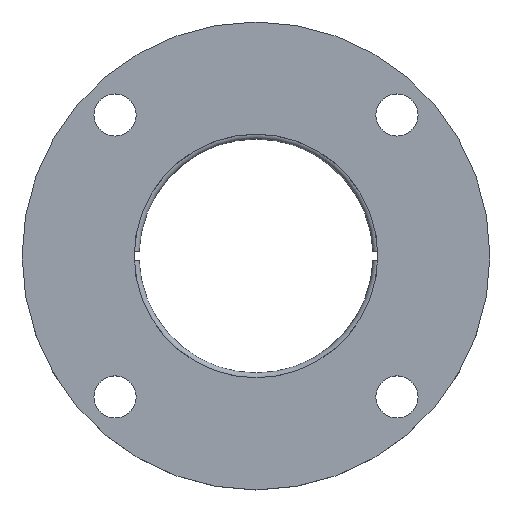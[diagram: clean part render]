
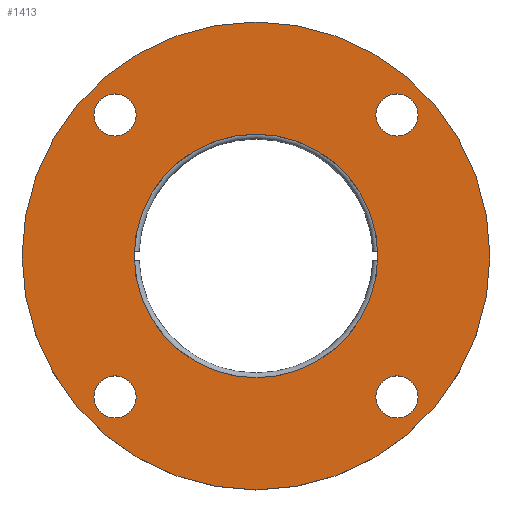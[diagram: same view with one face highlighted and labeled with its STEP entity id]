
A CAD part, top view. The second image highlights one B-rep face of the part: STEP entity #1413.
In plain terms, the highlighted planar face has unit normal (0, 0, 1).
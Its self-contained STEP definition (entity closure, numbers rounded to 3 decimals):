
#15 = EDGE_CURVE ( 'NONE', #94, #670, #83, .T. ) ;
#24 = CARTESIAN_POINT ( 'NONE',  ( -61., 0., 0. ) ) ;
#26 = EDGE_LOOP ( 'NONE', ( #1154, #1102 ) ) ;
#57 = CARTESIAN_POINT ( 'NONE',  ( 0., 0., 0. ) ) ;
#62 = VERTEX_POINT ( 'NONE', #1348 ) ;
#83 = CIRCLE ( 'NONE', #615, 31.75 ) ;
#91 = VERTEX_POINT ( 'NONE', #630 ) ;
#92 = DIRECTION ( 'NONE',  ( 0., 0., -1. ) ) ;
#94 = VERTEX_POINT ( 'NONE', #656 ) ;
#110 = CARTESIAN_POINT ( 'NONE',  ( 0., 0., 0. ) ) ;
#119 = DIRECTION ( 'NONE',  ( -1., 0., 0. ) ) ;
#142 = ORIENTED_EDGE ( 'NONE', *, *, #144, .T. ) ;
#144 = EDGE_CURVE ( 'NONE', #62, #416, #254, .T. ) ;
#174 = ORIENTED_EDGE ( 'NONE', *, *, #1166, .T. ) ;
#175 = DIRECTION ( 'NONE',  ( 1., 0., 0. ) ) ;
#211 = DIRECTION ( 'NONE',  ( 0., 0., 1. ) ) ;
#214 = EDGE_LOOP ( 'NONE', ( #977, #142 ) ) ;
#215 = PLANE ( 'NONE',  #737 ) ;
#221 = CARTESIAN_POINT ( 'NONE',  ( -42.25, 36.75, 0. ) ) ;
#254 = CIRCLE ( 'NONE', #1087, 5.5 ) ;
#291 = EDGE_CURVE ( 'NONE', #304, #1129, #1021, .T. ) ;
#297 = CARTESIAN_POINT ( 'NONE',  ( -36.75, -36.75, 0. ) ) ;
#304 = VERTEX_POINT ( 'NONE', #1082 ) ;
#316 = DIRECTION ( 'NONE',  ( 0., 0., -1. ) ) ;
#321 = CARTESIAN_POINT ( 'NONE',  ( -31.75, 0., 0. ) ) ;
#359 = DIRECTION ( 'NONE',  ( 0., 0., -1. ) ) ;
#367 = EDGE_CURVE ( 'NONE', #670, #94, #950, .T. ) ;
#409 = DIRECTION ( 'NONE',  ( -1., 0., 0. ) ) ;
#416 = VERTEX_POINT ( 'NONE', #456 ) ;
#449 = AXIS2_PLACEMENT_3D ( 'NONE', #1489, #849, #825 ) ;
#456 = CARTESIAN_POINT ( 'NONE',  ( -42.25, -36.75, 0. ) ) ;
#468 = AXIS2_PLACEMENT_3D ( 'NONE', #297, #1107, #409 ) ;
#494 = FACE_BOUND ( 'NONE', #26, .T. ) ;
#497 = CARTESIAN_POINT ( 'NONE',  ( 31.25, 36.75, 0. ) ) ;
#530 = DIRECTION ( 'NONE',  ( 1., 0., 0. ) ) ;
#545 = CIRCLE ( 'NONE', #468, 5.5 ) ;
#599 = EDGE_CURVE ( 'NONE', #91, #1109, #621, .T. ) ;
#610 = CARTESIAN_POINT ( 'NONE',  ( 31.25, -36.75, 0. ) ) ;
#615 = AXIS2_PLACEMENT_3D ( 'NONE', #1224, #1235, #764 ) ;
#621 = CIRCLE ( 'NONE', #625, 5.5 ) ;
#625 = AXIS2_PLACEMENT_3D ( 'NONE', #1366, #359, #1492 ) ;
#629 = VERTEX_POINT ( 'NONE', #221 ) ;
#630 = CARTESIAN_POINT ( 'NONE',  ( 42.25, -36.75, 0. ) ) ;
#639 = EDGE_LOOP ( 'NONE', ( #1238, #1195 ) ) ;
#655 = CIRCLE ( 'NONE', #1433, 61. ) ;
#656 = CARTESIAN_POINT ( 'NONE',  ( -31.75, 0., 0. ) ) ;
#667 = CARTESIAN_POINT ( 'NONE',  ( -36.75, -36.75, 0. ) ) ;
#669 = CARTESIAN_POINT ( 'NONE',  ( -31.25, 36.75, 0. ) ) ;
#670 = VERTEX_POINT ( 'NONE', #1416 ) ;
#671 = EDGE_CURVE ( 'NONE', #1109, #91, #893, .T. ) ;
#675 = CIRCLE ( 'NONE', #676, 61. ) ;
#676 = AXIS2_PLACEMENT_3D ( 'NONE', #110, #211, #1273 ) ;
#682 = DIRECTION ( 'NONE',  ( 0., 0., -1. ) ) ;
#687 = VERTEX_POINT ( 'NONE', #24 ) ;
#737 = AXIS2_PLACEMENT_3D ( 'NONE', #321, #778, #1138 ) ;
#764 = DIRECTION ( 'NONE',  ( 1., 0., 0. ) ) ;
#776 = CARTESIAN_POINT ( 'NONE',  ( -36.75, 36.75, 0. ) ) ;
#778 = DIRECTION ( 'NONE',  ( 0., 0., -1. ) ) ;
#812 = FACE_BOUND ( 'NONE', #214, .T. ) ;
#825 = DIRECTION ( 'NONE',  ( -1., 0., 0. ) ) ;
#829 = EDGE_CURVE ( 'NONE', #629, #1457, #979, .T. ) ;
#832 = EDGE_CURVE ( 'NONE', #687, #1316, #675, .T. ) ;
#834 = ORIENTED_EDGE ( 'NONE', *, *, #671, .T. ) ;
#836 = ORIENTED_EDGE ( 'NONE', *, *, #832, .T. ) ;
#849 = DIRECTION ( 'NONE',  ( 0., 0., -1. ) ) ;
#856 = DIRECTION ( 'NONE',  ( 0., 0., 1. ) ) ;
#869 = ORIENTED_EDGE ( 'NONE', *, *, #291, .T. ) ;
#870 = DIRECTION ( 'NONE',  ( -1., 0., 0. ) ) ;
#892 = DIRECTION ( 'NONE',  ( -1., 0., 0. ) ) ;
#893 = CIRCLE ( 'NONE', #1020, 5.5 ) ;
#950 = CIRCLE ( 'NONE', #1296, 31.75 ) ;
#977 = ORIENTED_EDGE ( 'NONE', *, *, #1249, .T. ) ;
#979 = CIRCLE ( 'NONE', #449, 5.5 ) ;
#984 = ORIENTED_EDGE ( 'NONE', *, *, #1496, .T. ) ;
#1003 = CIRCLE ( 'NONE', #1211, 5.5 ) ;
#1020 = AXIS2_PLACEMENT_3D ( 'NONE', #1161, #1024, #119 ) ;
#1021 = CIRCLE ( 'NONE', #1058, 5.5 ) ;
#1024 = DIRECTION ( 'NONE',  ( 0., 0., -1. ) ) ;
#1058 = AXIS2_PLACEMENT_3D ( 'NONE', #1472, #1354, #1123 ) ;
#1081 = FACE_OUTER_BOUND ( 'NONE', #1427, .T. ) ;
#1082 = CARTESIAN_POINT ( 'NONE',  ( 42.25, 36.75, 0. ) ) ;
#1086 = EDGE_LOOP ( 'NONE', ( #984, #869 ) ) ;
#1087 = AXIS2_PLACEMENT_3D ( 'NONE', #667, #316, #870 ) ;
#1102 = ORIENTED_EDGE ( 'NONE', *, *, #1313, .T. ) ;
#1107 = DIRECTION ( 'NONE',  ( 0., 0., -1. ) ) ;
#1109 = VERTEX_POINT ( 'NONE', #610 ) ;
#1117 = FACE_BOUND ( 'NONE', #1086, .T. ) ;
#1120 = DIRECTION ( 'NONE',  ( 0., 0., 1. ) ) ;
#1123 = DIRECTION ( 'NONE',  ( -1., 0., 0. ) ) ;
#1126 = CARTESIAN_POINT ( 'NONE',  ( 61., 0., 0. ) ) ;
#1129 = VERTEX_POINT ( 'NONE', #497 ) ;
#1138 = DIRECTION ( 'NONE',  ( -1., 0., 0. ) ) ;
#1154 = ORIENTED_EDGE ( 'NONE', *, *, #829, .T. ) ;
#1161 = CARTESIAN_POINT ( 'NONE',  ( 36.75, -36.75, 0. ) ) ;
#1166 = EDGE_CURVE ( 'NONE', #1316, #687, #655, .T. ) ;
#1195 = ORIENTED_EDGE ( 'NONE', *, *, #15, .F. ) ;
#1211 = AXIS2_PLACEMENT_3D ( 'NONE', #1380, #682, #1499 ) ;
#1223 = CIRCLE ( 'NONE', #1323, 5.5 ) ;
#1224 = CARTESIAN_POINT ( 'NONE',  ( 0., 0., 0. ) ) ;
#1235 = DIRECTION ( 'NONE',  ( 0., 0., 1. ) ) ;
#1238 = ORIENTED_EDGE ( 'NONE', *, *, #367, .F. ) ;
#1249 = EDGE_CURVE ( 'NONE', #416, #62, #545, .T. ) ;
#1273 = DIRECTION ( 'NONE',  ( 1., 0., 0. ) ) ;
#1296 = AXIS2_PLACEMENT_3D ( 'NONE', #1466, #1120, #530 ) ;
#1298 = ORIENTED_EDGE ( 'NONE', *, *, #599, .T. ) ;
#1313 = EDGE_CURVE ( 'NONE', #1457, #629, #1223, .T. ) ;
#1316 = VERTEX_POINT ( 'NONE', #1126 ) ;
#1323 = AXIS2_PLACEMENT_3D ( 'NONE', #776, #92, #892 ) ;
#1348 = CARTESIAN_POINT ( 'NONE',  ( -31.25, -36.75, 0. ) ) ;
#1354 = DIRECTION ( 'NONE',  ( 0., 0., -1. ) ) ;
#1366 = CARTESIAN_POINT ( 'NONE',  ( 36.75, -36.75, 0. ) ) ;
#1380 = CARTESIAN_POINT ( 'NONE',  ( 36.75, 36.75, 0. ) ) ;
#1394 = FACE_BOUND ( 'NONE', #639, .T. ) ;
#1413 = ADVANCED_FACE ( 'NONE', ( #1117, #1429, #812, #494, #1394, #1081 ), #215, .F. ) ;
#1416 = CARTESIAN_POINT ( 'NONE',  ( 31.75, 0., 0. ) ) ;
#1427 = EDGE_LOOP ( 'NONE', ( #174, #836 ) ) ;
#1429 = FACE_BOUND ( 'NONE', #1495, .T. ) ;
#1433 = AXIS2_PLACEMENT_3D ( 'NONE', #57, #856, #175 ) ;
#1457 = VERTEX_POINT ( 'NONE', #669 ) ;
#1466 = CARTESIAN_POINT ( 'NONE',  ( 0., 0., 0. ) ) ;
#1472 = CARTESIAN_POINT ( 'NONE',  ( 36.75, 36.75, 0. ) ) ;
#1489 = CARTESIAN_POINT ( 'NONE',  ( -36.75, 36.75, 0. ) ) ;
#1492 = DIRECTION ( 'NONE',  ( -1., 0., 0. ) ) ;
#1495 = EDGE_LOOP ( 'NONE', ( #834, #1298 ) ) ;
#1496 = EDGE_CURVE ( 'NONE', #1129, #304, #1003, .T. ) ;
#1499 = DIRECTION ( 'NONE',  ( -1., 0., 0. ) ) ;
